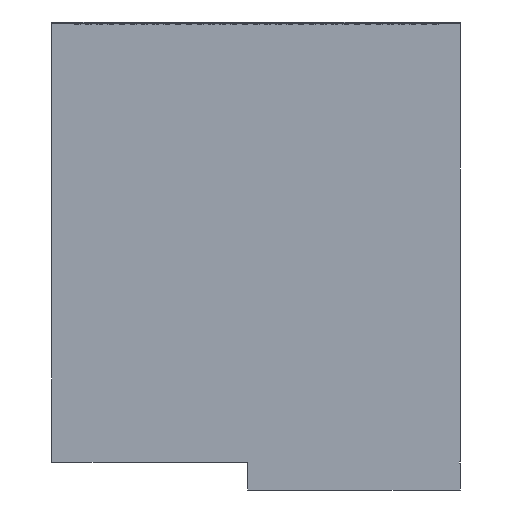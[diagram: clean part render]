
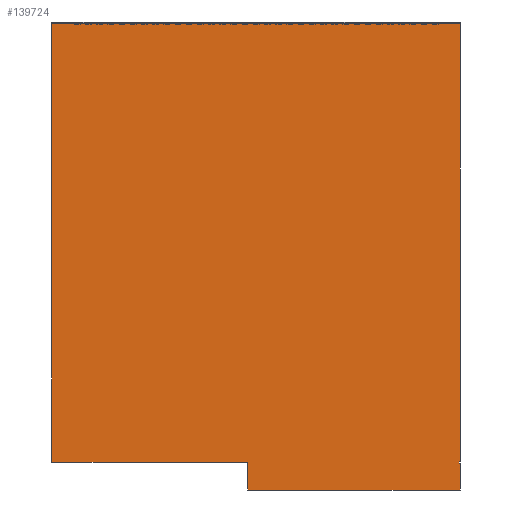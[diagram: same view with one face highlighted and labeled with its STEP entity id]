
A CAD part, front view. The second image highlights one B-rep face of the part: STEP entity #139724.
In plain terms, the highlighted planar face has unit normal (0, -1, 0).
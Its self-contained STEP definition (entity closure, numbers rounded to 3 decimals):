
#820 = EDGE_CURVE ( 'NONE', #80925, #40747, #14434, .T. ) ;
#861 = DIRECTION ( 'NONE',  ( 0., 1., 0. ) ) ;
#1859 = LINE ( 'NONE', #15258, #77208 ) ;
#1864 = CARTESIAN_POINT ( 'NONE',  ( -219., -65., 500. ) ) ;
#3905 = ORIENTED_EDGE ( 'NONE', *, *, #33877, .F. ) ;
#6348 = CARTESIAN_POINT ( 'NONE',  ( -219., -65., 30. ) ) ;
#8767 = DIRECTION ( 'NONE',  ( 1., 0., 0. ) ) ;
#9879 = CARTESIAN_POINT ( 'NONE',  ( 218., -65., 30.811 ) ) ;
#10123 = CARTESIAN_POINT ( 'NONE',  ( -8.962, -65., 30. ) ) ;
#10143 = DIRECTION ( 'NONE',  ( 0., 0., 1. ) ) ;
#10544 = VECTOR ( 'NONE', #16696, 1000. ) ;
#14434 = LINE ( 'NONE', #1864, #87084 ) ;
#15258 = CARTESIAN_POINT ( 'NONE',  ( -8.962, -65., 30. ) ) ;
#16456 = LINE ( 'NONE', #19763, #128228 ) ;
#16696 = DIRECTION ( 'NONE',  ( 0., 0., -1. ) ) ;
#17116 = ORIENTED_EDGE ( 'NONE', *, *, #107396, .F. ) ;
#19763 = CARTESIAN_POINT ( 'NONE',  ( -219., -65., 500. ) ) ;
#24013 = VERTEX_POINT ( 'NONE', #152838 ) ;
#26322 = ORIENTED_EDGE ( 'NONE', *, *, #102266, .F. ) ;
#32120 = LINE ( 'NONE', #83245, #128086 ) ;
#33877 = EDGE_CURVE ( 'NONE', #80925, #103167, #16456, .T. ) ;
#40236 = VERTEX_POINT ( 'NONE', #89837 ) ;
#40747 = VERTEX_POINT ( 'NONE', #6348 ) ;
#40973 = ORIENTED_EDGE ( 'NONE', *, *, #50062, .F. ) ;
#44317 = LINE ( 'NONE', #147417, #87197 ) ;
#45138 = DIRECTION ( 'NONE',  ( 0., 0., -1. ) ) ;
#45741 = ORIENTED_EDGE ( 'NONE', *, *, #70689, .T. ) ;
#48402 = ORIENTED_EDGE ( 'NONE', *, *, #81478, .F. ) ;
#50062 = EDGE_CURVE ( 'NONE', #165054, #85779, #71123, .T. ) ;
#53821 = DIRECTION ( 'NONE',  ( 0., 0., -1. ) ) ;
#66163 = VERTEX_POINT ( 'NONE', #134372 ) ;
#67021 = CARTESIAN_POINT ( 'NONE',  ( 219., -65., 500. ) ) ;
#68101 = DIRECTION ( 'NONE',  ( -1., 0., 0. ) ) ;
#68607 = VECTOR ( 'NONE', #160133, 1000. ) ;
#70568 = LINE ( 'NONE', #121686, #161424 ) ;
#70659 = DIRECTION ( 'NONE',  ( 0., 0., -1. ) ) ;
#70689 = EDGE_CURVE ( 'NONE', #72458, #24013, #1859, .T. ) ;
#70725 = ORIENTED_EDGE ( 'NONE', *, *, #92026, .T. ) ;
#71123 = LINE ( 'NONE', #9879, #105802 ) ;
#71593 = EDGE_CURVE ( 'NONE', #103167, #122669, #144947, .T. ) ;
#72172 = CARTESIAN_POINT ( 'NONE',  ( 218., -65., 28.723 ) ) ;
#72458 = VERTEX_POINT ( 'NONE', #10123 ) ;
#72489 = LINE ( 'NONE', #123596, #137346 ) ;
#73034 = FACE_OUTER_BOUND ( 'NONE', #97636, .T. ) ;
#77208 = VECTOR ( 'NONE', #104949, 1000. ) ;
#77297 = ORIENTED_EDGE ( 'NONE', *, *, #86171, .T. ) ;
#80925 = VERTEX_POINT ( 'NONE', #86033 ) ;
#81478 = EDGE_CURVE ( 'NONE', #72458, #40747, #70568, .T. ) ;
#83245 = CARTESIAN_POINT ( 'NONE',  ( 219., -65., 500. ) ) ;
#84677 = CARTESIAN_POINT ( 'NONE',  ( 218., -65., 28.723 ) ) ;
#85779 = VERTEX_POINT ( 'NONE', #72172 ) ;
#86033 = CARTESIAN_POINT ( 'NONE',  ( -219., -65., 500. ) ) ;
#86171 = EDGE_CURVE ( 'NONE', #24013, #66163, #44317, .T. ) ;
#87084 = VECTOR ( 'NONE', #53821, 1000. ) ;
#87197 = VECTOR ( 'NONE', #146601, 1000. ) ;
#89837 = CARTESIAN_POINT ( 'NONE',  ( 219., -65., 28.723 ) ) ;
#92026 = EDGE_CURVE ( 'NONE', #165054, #122669, #72489, .T. ) ;
#97636 = EDGE_LOOP ( 'NONE', ( #40973, #70725, #102485, #3905, #139233, #48402, #45741, #77297, #26322, #17116 ) ) ;
#102266 = EDGE_CURVE ( 'NONE', #40236, #66163, #32120, .T. ) ;
#102485 = ORIENTED_EDGE ( 'NONE', *, *, #71593, .F. ) ;
#103167 = VERTEX_POINT ( 'NONE', #113554 ) ;
#104949 = DIRECTION ( 'NONE',  ( 0., 0., -1. ) ) ;
#105802 = VECTOR ( 'NONE', #45138, 1000. ) ;
#107396 = EDGE_CURVE ( 'NONE', #85779, #40236, #133314, .T. ) ;
#113016 = CARTESIAN_POINT ( 'NONE',  ( 219., -65., 30.811 ) ) ;
#113554 = CARTESIAN_POINT ( 'NONE',  ( 219., -65., 500. ) ) ;
#119538 = DIRECTION ( 'NONE',  ( 1., 0., 0. ) ) ;
#121686 = CARTESIAN_POINT ( 'NONE',  ( -8.962, -65., 30. ) ) ;
#122669 = VERTEX_POINT ( 'NONE', #113016 ) ;
#123596 = CARTESIAN_POINT ( 'NONE',  ( 218., -65., 30.811 ) ) ;
#124141 = PLANE ( 'NONE',  #132700 ) ;
#128086 = VECTOR ( 'NONE', #70659, 1000. ) ;
#128228 = VECTOR ( 'NONE', #119538, 1000. ) ;
#132457 = CARTESIAN_POINT ( 'NONE',  ( 218., -65., 30.811 ) ) ;
#132700 = AXIS2_PLACEMENT_3D ( 'NONE', #162728, #861, #10143 ) ;
#133314 = LINE ( 'NONE', #84677, #68607 ) ;
#134372 = CARTESIAN_POINT ( 'NONE',  ( 219., -65., 0. ) ) ;
#137346 = VECTOR ( 'NONE', #8767, 1000. ) ;
#139233 = ORIENTED_EDGE ( 'NONE', *, *, #820, .T. ) ;
#139724 = ADVANCED_FACE ( 'NONE', ( #73034 ), #124141, .F. ) ;
#144947 = LINE ( 'NONE', #67021, #10544 ) ;
#146601 = DIRECTION ( 'NONE',  ( 1., 0., 0. ) ) ;
#147417 = CARTESIAN_POINT ( 'NONE',  ( -219., -65., 0. ) ) ;
#152838 = CARTESIAN_POINT ( 'NONE',  ( -8.962, -65., 0. ) ) ;
#160133 = DIRECTION ( 'NONE',  ( 1., 0., 0. ) ) ;
#161424 = VECTOR ( 'NONE', #68101, 1000. ) ;
#162728 = CARTESIAN_POINT ( 'NONE',  ( -219., -65., 500. ) ) ;
#165054 = VERTEX_POINT ( 'NONE', #132457 ) ;
